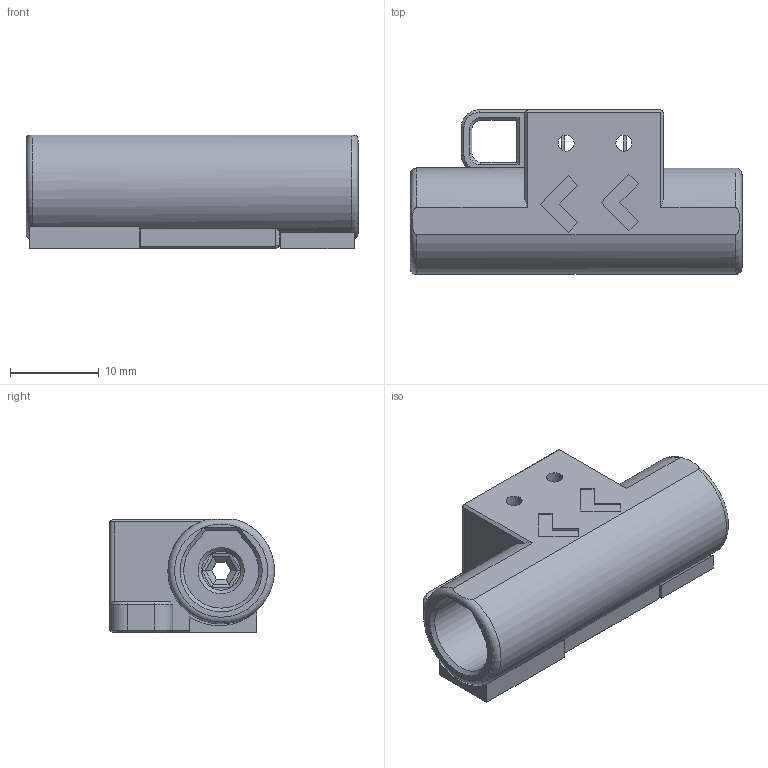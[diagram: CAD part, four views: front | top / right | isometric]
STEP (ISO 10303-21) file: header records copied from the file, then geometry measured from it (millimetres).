
FILE_DESCRIPTION(/* description */ ('STEP AP214'),/* implementation_level */ '2;1');
FILE_NAME(/* name */ 'Standalone lever switch pre-gate sensor.step',/* time_stamp */ '2024-10-21T21:39:12+01:00',/* author */ (''),/* organization */ (''),/* preprocessor_version */ 'ST-DEVELOPER v20',/* originating_system */ 'Autodesk Translation Framework v13.20.0.188',/* authorisation */ '');
FILE_SCHEMA (('AUTOMOTIVE_DESIGN { 1 0 10303 214 3 1 1 }'));
Length unit declared in the file: millimetre
Products named in the file (1): Filament_Path_Sensored
Bounding box: 37.41 x 18.57 x 12.8 mm (x, y, z)
Volume: 4396.6 mm3; surface area: 4684.3 mm2
Topology: 4 solids, 6 shells, 211 faces, 536 edges, 338 vertices
Faces by surface type: plane 161, cylinder 34, cone 14, torus 2
Full cylindrical faces by diameter (mm): 1.8 x2, 4 x2, 4.4 x2
Entity records: 6415 total; most frequent: CARTESIAN_POINT 1204, ORIENTED_EDGE 1072, DIRECTION 1046, EDGE_CURVE 536, LINE 390, VECTOR 390, VERTEX_POINT 338, AXIS2_PLACEMENT_3D 328
